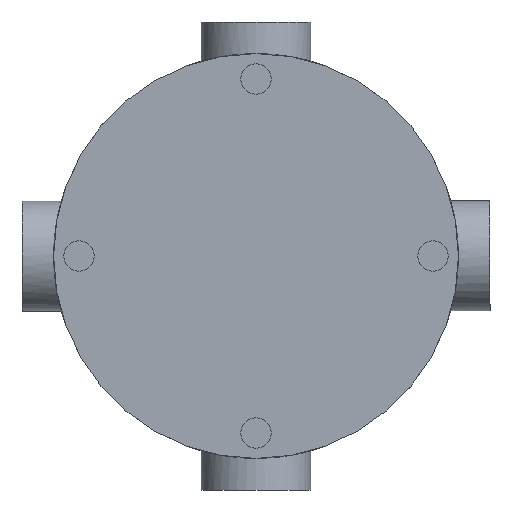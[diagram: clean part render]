
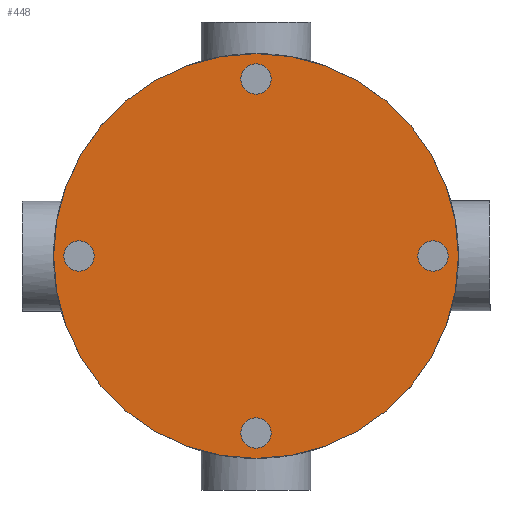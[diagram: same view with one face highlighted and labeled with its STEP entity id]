
A CAD part, front view. The second image highlights one B-rep face of the part: STEP entity #448.
In plain terms, the highlighted planar face has unit normal (0, -1, 0).
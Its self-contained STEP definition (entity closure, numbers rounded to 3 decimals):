
#7 = EDGE_CURVE ( 'NONE', #2002, #1037, #1988, .T. ) ;
#51 = CIRCLE ( 'NONE', #1733, 3.81 ) ;
#116 = CIRCLE ( 'NONE', #2234, 3.81 ) ;
#184 = EDGE_CURVE ( 'NONE', #1788, #2675, #1076, .T. ) ;
#208 = DIRECTION ( 'NONE',  ( 0., 0., -1. ) ) ;
#282 = VERTEX_POINT ( 'NONE', #1868 ) ;
#302 = CARTESIAN_POINT ( 'NONE',  ( 44.436, -54.87, 3.81 ) ) ;
#308 = DIRECTION ( 'NONE',  ( 0., 0., -1. ) ) ;
#331 = DIRECTION ( 'NONE',  ( 0., 0., -1. ) ) ;
#367 = EDGE_CURVE ( 'NONE', #1810, #1100, #990, .T. ) ;
#388 = EDGE_LOOP ( 'NONE', ( #2214, #705 ) ) ;
#428 = DIRECTION ( 'NONE',  ( 0., -1., 0. ) ) ;
#448 = ADVANCED_FACE ( 'NONE', ( #3145, #1296, #1448, #2524, #2185 ), #1679, .T. ) ;
#484 = ORIENTED_EDGE ( 'NONE', *, *, #2310, .F. ) ;
#570 = DIRECTION ( 'NONE',  ( 0., -1., 0. ) ) ;
#609 = DIRECTION ( 'NONE',  ( 0., 0., -1. ) ) ;
#670 = ORIENTED_EDGE ( 'NONE', *, *, #7, .F. ) ;
#677 = AXIS2_PLACEMENT_3D ( 'NONE', #1542, #800, #776 ) ;
#705 = ORIENTED_EDGE ( 'NONE', *, *, #1812, .F. ) ;
#765 = AXIS2_PLACEMENT_3D ( 'NONE', #2142, #918, #2422 ) ;
#776 = DIRECTION ( 'NONE',  ( 0., 0., -1. ) ) ;
#800 = DIRECTION ( 'NONE',  ( 0., -1., 0. ) ) ;
#806 = DIRECTION ( 'NONE',  ( 0., 0., -1. ) ) ;
#829 = EDGE_LOOP ( 'NONE', ( #1437, #2265 ) ) ;
#856 = CARTESIAN_POINT ( 'NONE',  ( 0., -54.87, 50.8 ) ) ;
#918 = DIRECTION ( 'NONE',  ( 0., -1., 0. ) ) ;
#954 = DIRECTION ( 'NONE',  ( 0., -1., 0. ) ) ;
#965 = CIRCLE ( 'NONE', #1892, 50.8 ) ;
#966 = EDGE_LOOP ( 'NONE', ( #2730, #484 ) ) ;
#990 = CIRCLE ( 'NONE', #765, 3.81 ) ;
#1037 = VERTEX_POINT ( 'NONE', #2078 ) ;
#1071 = CARTESIAN_POINT ( 'NONE',  ( 0., -54.87, 0. ) ) ;
#1076 = CIRCLE ( 'NONE', #1491, 50.8 ) ;
#1084 = DIRECTION ( 'NONE',  ( 0., -1., 0. ) ) ;
#1100 = VERTEX_POINT ( 'NONE', #1644 ) ;
#1120 = CIRCLE ( 'NONE', #1248, 3.81 ) ;
#1126 = AXIS2_PLACEMENT_3D ( 'NONE', #1624, #1764, #1737 ) ;
#1180 = AXIS2_PLACEMENT_3D ( 'NONE', #3024, #2317, #806 ) ;
#1248 = AXIS2_PLACEMENT_3D ( 'NONE', #1703, #954, #2413 ) ;
#1292 = DIRECTION ( 'NONE',  ( 0., -1., 0. ) ) ;
#1295 = DIRECTION ( 'NONE',  ( 0., -1., 0. ) ) ;
#1296 = FACE_BOUND ( 'NONE', #388, .T. ) ;
#1297 = ORIENTED_EDGE ( 'NONE', *, *, #2215, .F. ) ;
#1341 = DIRECTION ( 'NONE',  ( 0., 0., -1. ) ) ;
#1376 = CARTESIAN_POINT ( 'NONE',  ( 0., -54.87, 48.246 ) ) ;
#1437 = ORIENTED_EDGE ( 'NONE', *, *, #367, .F. ) ;
#1448 = FACE_OUTER_BOUND ( 'NONE', #1699, .T. ) ;
#1451 = AXIS2_PLACEMENT_3D ( 'NONE', #2091, #3074, #609 ) ;
#1491 = AXIS2_PLACEMENT_3D ( 'NONE', #2759, #1084, #1341 ) ;
#1542 = CARTESIAN_POINT ( 'NONE',  ( -44.436, -54.87, 0. ) ) ;
#1624 = CARTESIAN_POINT ( 'NONE',  ( 0., -54.87, -44.436 ) ) ;
#1644 = CARTESIAN_POINT ( 'NONE',  ( 0., -54.87, 40.626 ) ) ;
#1646 = CARTESIAN_POINT ( 'NONE',  ( 0., -54.87, -40.626 ) ) ;
#1679 = PLANE ( 'NONE',  #2833 ) ;
#1699 = EDGE_LOOP ( 'NONE', ( #2257, #2625 ) ) ;
#1703 = CARTESIAN_POINT ( 'NONE',  ( 0., -54.87, 44.436 ) ) ;
#1733 = AXIS2_PLACEMENT_3D ( 'NONE', #2535, #570, #331 ) ;
#1737 = DIRECTION ( 'NONE',  ( 0., 0., -1. ) ) ;
#1764 = DIRECTION ( 'NONE',  ( 0., -1., 0. ) ) ;
#1788 = VERTEX_POINT ( 'NONE', #856 ) ;
#1810 = VERTEX_POINT ( 'NONE', #1376 ) ;
#1812 = EDGE_CURVE ( 'NONE', #282, #1882, #2284, .T. ) ;
#1868 = CARTESIAN_POINT ( 'NONE',  ( 0., -54.87, -48.246 ) ) ;
#1882 = VERTEX_POINT ( 'NONE', #1646 ) ;
#1892 = AXIS2_PLACEMENT_3D ( 'NONE', #1071, #1295, #2771 ) ;
#1965 = CIRCLE ( 'NONE', #1451, 3.81 ) ;
#1988 = CIRCLE ( 'NONE', #677, 3.81 ) ;
#2002 = VERTEX_POINT ( 'NONE', #3132 ) ;
#2078 = CARTESIAN_POINT ( 'NONE',  ( -44.436, -54.87, 3.81 ) ) ;
#2080 = VERTEX_POINT ( 'NONE', #2632 ) ;
#2083 = EDGE_CURVE ( 'NONE', #1100, #1810, #1120, .T. ) ;
#2091 = CARTESIAN_POINT ( 'NONE',  ( 0., -54.87, -44.436 ) ) ;
#2135 = EDGE_LOOP ( 'NONE', ( #1297, #670 ) ) ;
#2142 = CARTESIAN_POINT ( 'NONE',  ( 0., -54.87, 44.436 ) ) ;
#2163 = CARTESIAN_POINT ( 'NONE',  ( 0., -54.87, 0. ) ) ;
#2185 = FACE_BOUND ( 'NONE', #966, .T. ) ;
#2214 = ORIENTED_EDGE ( 'NONE', *, *, #3133, .F. ) ;
#2215 = EDGE_CURVE ( 'NONE', #1037, #2002, #51, .T. ) ;
#2234 = AXIS2_PLACEMENT_3D ( 'NONE', #2312, #1292, #308 ) ;
#2257 = ORIENTED_EDGE ( 'NONE', *, *, #184, .T. ) ;
#2265 = ORIENTED_EDGE ( 'NONE', *, *, #2083, .F. ) ;
#2273 = EDGE_CURVE ( 'NONE', #2675, #1788, #965, .T. ) ;
#2284 = CIRCLE ( 'NONE', #1126, 3.81 ) ;
#2285 = VERTEX_POINT ( 'NONE', #302 ) ;
#2310 = EDGE_CURVE ( 'NONE', #2080, #2285, #2793, .T. ) ;
#2312 = CARTESIAN_POINT ( 'NONE',  ( 44.436, -54.87, 0. ) ) ;
#2317 = DIRECTION ( 'NONE',  ( 0., -1., 0. ) ) ;
#2413 = DIRECTION ( 'NONE',  ( 0., 0., -1. ) ) ;
#2422 = DIRECTION ( 'NONE',  ( 0., 0., -1. ) ) ;
#2524 = FACE_BOUND ( 'NONE', #2135, .T. ) ;
#2535 = CARTESIAN_POINT ( 'NONE',  ( -44.436, -54.87, 0. ) ) ;
#2544 = CARTESIAN_POINT ( 'NONE',  ( 0., -54.87, -50.8 ) ) ;
#2625 = ORIENTED_EDGE ( 'NONE', *, *, #2273, .T. ) ;
#2632 = CARTESIAN_POINT ( 'NONE',  ( 44.436, -54.87, -3.81 ) ) ;
#2675 = VERTEX_POINT ( 'NONE', #2544 ) ;
#2694 = EDGE_CURVE ( 'NONE', #2285, #2080, #116, .T. ) ;
#2730 = ORIENTED_EDGE ( 'NONE', *, *, #2694, .F. ) ;
#2759 = CARTESIAN_POINT ( 'NONE',  ( 0., -54.87, 0. ) ) ;
#2771 = DIRECTION ( 'NONE',  ( 0., 0., -1. ) ) ;
#2793 = CIRCLE ( 'NONE', #1180, 3.81 ) ;
#2833 = AXIS2_PLACEMENT_3D ( 'NONE', #2163, #428, #208 ) ;
#3024 = CARTESIAN_POINT ( 'NONE',  ( 44.436, -54.87, 0. ) ) ;
#3074 = DIRECTION ( 'NONE',  ( 0., -1., 0. ) ) ;
#3132 = CARTESIAN_POINT ( 'NONE',  ( -44.436, -54.87, -3.81 ) ) ;
#3133 = EDGE_CURVE ( 'NONE', #1882, #282, #1965, .T. ) ;
#3145 = FACE_BOUND ( 'NONE', #829, .T. ) ;
